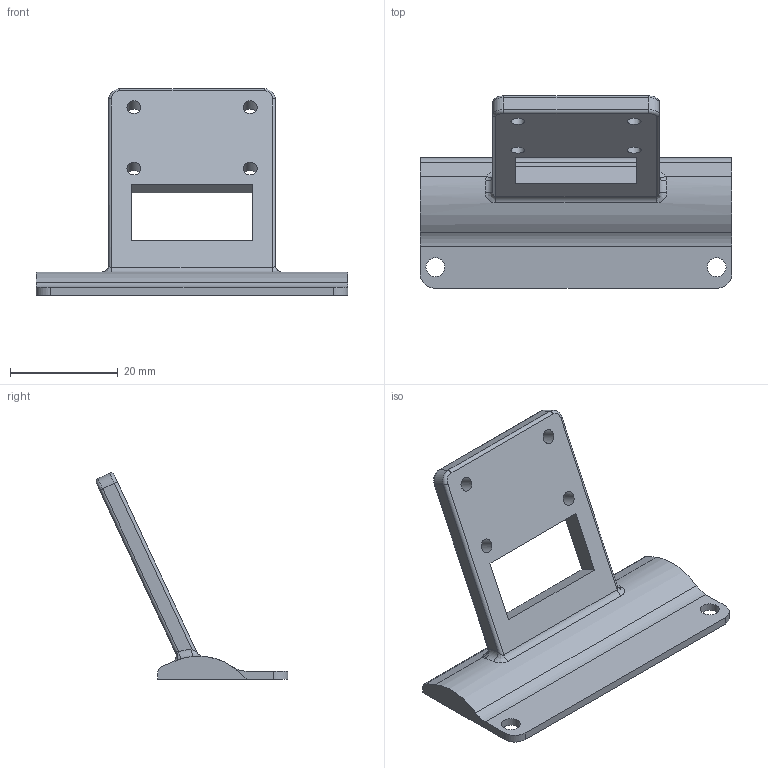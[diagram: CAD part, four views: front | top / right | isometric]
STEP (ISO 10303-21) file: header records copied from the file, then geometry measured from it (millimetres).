
FILE_DESCRIPTION(('HOOPS Exchange Step'),'2;1');
FILE_NAME('temp_export','2025-06-06T06:34:20-16:00',('jiangweitao'),('Shapr3D Limited'),'HOOPS Exchange 2024.8','Shapr3D','Authorized');
FILE_SCHEMA( ('AP242_MANAGED_MODEL_BASED_3D_ENGINEERING_MIM_LF {1 0 10303 442 1 1 4}') );
Length unit declared in the file: millimetre
Products named in the file (1): root
Bounding box: 58 x 35.69 x 38.37 mm (x, y, z)
Volume: 6893.2 mm3; surface area: 5458.5 mm2
Topology: 1 solids, 1 shells, 52 faces, 132 edges, 82 vertices
Faces by surface type: cylinder 21, plane 19, torus 6, bspline 6
Full cylindrical faces by diameter (mm): 2.6 x4, 3.5 x2
Entity records: 2601 total; most frequent: CARTESIAN_POINT 1270, DIRECTION 277, ORIENTED_EDGE 264, EDGE_CURVE 132, AXIS2_PLACEMENT_3D 105, VERTEX_POINT 82, VECTOR 67, LINE 67
